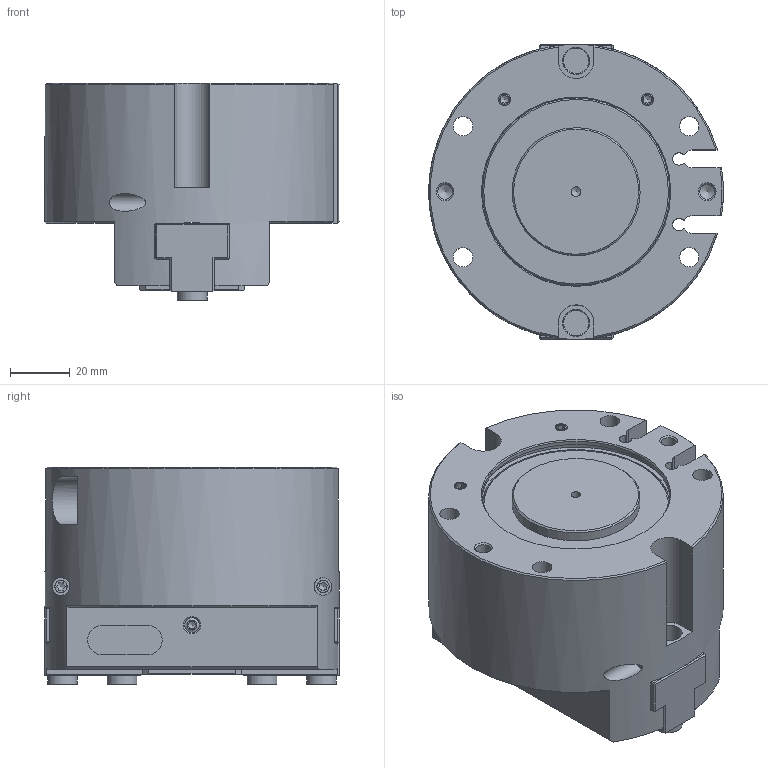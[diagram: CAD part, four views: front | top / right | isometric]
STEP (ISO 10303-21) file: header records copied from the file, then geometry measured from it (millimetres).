
FILE_DESCRIPTION(/* description */ (''),/* implementation_level */ '2;1');
FILE_NAME(/* name */ 'MPO 100 C1.stp',/* time_stamp */ '2021-03-18T10:11:25+01:00',/* author */ ('Emilio'),/* organization */ (''),/* preprocessor_version */ 'ST-DEVELOPER v17.2',/* originating_system */ 'Autodesk Inventor 2019',/* authorisation */ '');
FILE_SCHEMA (('AUTOMOTIVE_DESIGN { 1 0 10303 214 3 1 1 }'));
Length unit declared in the file: millimetre
Products named in the file (10): MPO 100 C1; DIN 7991 - M3x6; DIN 913 - M5 x 5; DIN 913 - M5 x 8 Acciaio, Dolce; DIN 913 - M5 x 5 Acciaio; MPO-100-CORPO-CLIENTE; OPM-100-FONDELLO-331099.07; PGP-100-COPERCHIO; PZP-100-GRIFFA C1-cliente; BOCCOLA 10H7L7
Assembly tree (18 placements, depth 2):
  MPO 100 C1
    DIN 913 - M5 x 5  x2
    DIN 7991 - M3x6  x4
    DIN 913 - M5 x 8 Acciaio, Dolce  x2
    DIN 913 - M5 x 5 Acciaio
    MPO-100-CORPO-CLIENTE
    OPM-100-FONDELLO-331099.07
    PGP-100-COPERCHIO
    PZP-100-GRIFFA C1-cliente  x2
    BOCCOLA 10H7L7  x4
Bounding box: 98.93 x 99 x 73 mm (x, y, z)
Volume: 428264.1 mm3; surface area: 79626.2 mm2
Topology: 18 solids, 18 shells, 408 faces, 1117 edges, 753 vertices
Faces by surface type: plane 223, cylinder 97, cone 83, torus 5
Full cylindrical faces by diameter (mm): 2 x2, 2.459 x6, 3 x6, 3.242 x1, 3.6 x4, 4 x4, 4.134 x6, 4.917 x4, 5 x7, 6 x6, 6.2 x4, 6.5 x4, 8.5 x2, 8.566 x2, 9.1 x2, 10 x8, 43 x1, 63 x4, 66 x1, 67.1 x1
Entity records: 10072 total; most frequent: CARTESIAN_POINT 2128, DIRECTION 1634, ORIENTED_EDGE 1548, EDGE_CURVE 774, AXIS2_PLACEMENT_3D 614, VERTEX_POINT 533, LINE 406, VECTOR 406
